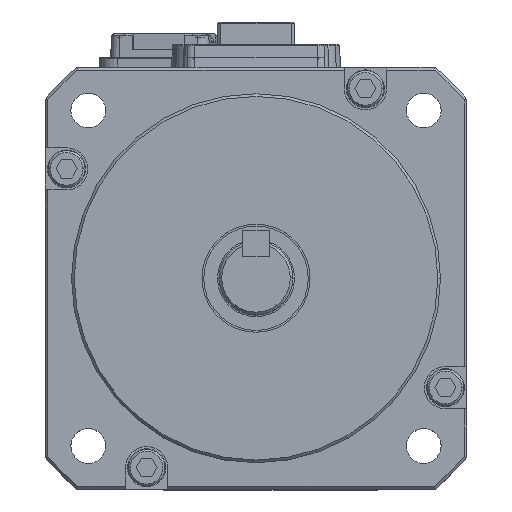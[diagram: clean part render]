
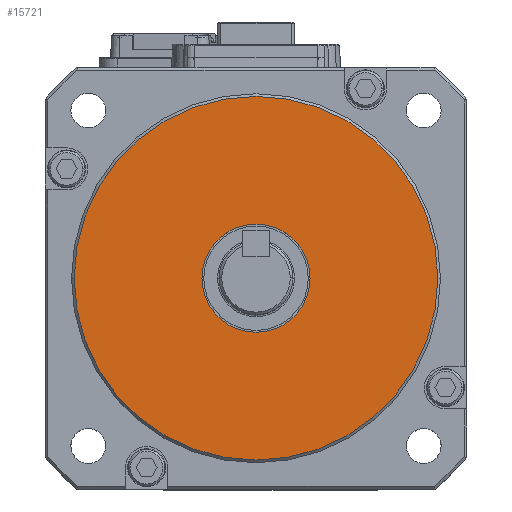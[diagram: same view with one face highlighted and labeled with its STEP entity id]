
A CAD part, top view. The second image highlights one B-rep face of the part: STEP entity #15721.
In plain terms, the highlighted planar face has unit normal (0, 0, 1).
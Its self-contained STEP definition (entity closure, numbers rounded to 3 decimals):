
#15721 = ADVANCED_FACE ( 'NONE', ( #37555, #37560 ), #37548, .T. ) ;
#35231 = VERTEX_POINT ( 'NONE', #50588 ) ;
#35279 = VERTEX_POINT ( 'NONE', #50646 ) ;
#35316 = VERTEX_POINT ( 'NONE', #50673 ) ;
#35318 = VERTEX_POINT ( 'NONE', #50644 ) ;
#37548 = PLANE ( 'NONE',  #40446 ) ;
#37555 = FACE_OUTER_BOUND ( 'NONE', #42572, .T. ) ;
#37560 = FACE_BOUND ( 'NONE', #42563, .T. ) ;
#37561 = CARTESIAN_POINT ( 'NONE',  ( 0., 0., 41.5 ) ) ;
#37569 = DIRECTION ( 'NONE',  ( 0., 0., 1. ) ) ;
#37571 = DIRECTION ( 'NONE',  ( 1., 0., 0. ) ) ;
#40446 = AXIS2_PLACEMENT_3D ( 'NONE', #37561, #37569, #37571 ) ;
#42563 = EDGE_LOOP ( 'NONE', ( #66410, #66437 ) ) ;
#42572 = EDGE_LOOP ( 'NONE', ( #66436, #66448 ) ) ;
#47448 = CIRCLE ( 'NONE', #47469, 10.25 ) ;
#47469 = AXIS2_PLACEMENT_3D ( 'NONE', #54678, #54679, #54662 ) ;
#50588 = CARTESIAN_POINT ( 'NONE',  ( -10.25, 0., 41.5 ) ) ;
#50644 = CARTESIAN_POINT ( 'NONE',  ( -34.5, 0., 41.5 ) ) ;
#50646 = CARTESIAN_POINT ( 'NONE',  ( 34.5, 0., 41.5 ) ) ;
#50673 = CARTESIAN_POINT ( 'NONE',  ( 10.25, 0., 41.5 ) ) ;
#54662 = DIRECTION ( 'NONE',  ( 1., 0., 0. ) ) ;
#54678 = CARTESIAN_POINT ( 'NONE',  ( 0., 0., 41.5 ) ) ;
#54679 = DIRECTION ( 'NONE',  ( 0., 0., 1. ) ) ;
#54919 = DIRECTION ( 'NONE',  ( 0., 0., 1. ) ) ;
#54928 = DIRECTION ( 'NONE',  ( 1., 0., 0. ) ) ;
#54958 = CARTESIAN_POINT ( 'NONE',  ( 0., 0., 41.5 ) ) ;
#55146 = DIRECTION ( 'NONE',  ( 0., 0., 1. ) ) ;
#55159 = CARTESIAN_POINT ( 'NONE',  ( 0., 0., 41.5 ) ) ;
#55166 = DIRECTION ( 'NONE',  ( 1., 0., 0. ) ) ;
#55309 = DIRECTION ( 'NONE',  ( 1., 0., 0. ) ) ;
#55321 = DIRECTION ( 'NONE',  ( 0., 0., 1. ) ) ;
#55333 = CARTESIAN_POINT ( 'NONE',  ( 0., 0., 41.5 ) ) ;
#55637 = AXIS2_PLACEMENT_3D ( 'NONE', #54958, #54919, #54928 ) ;
#55650 = CIRCLE ( 'NONE', #55637, 34.5 ) ;
#55739 = CIRCLE ( 'NONE', #55744, 34.5 ) ;
#55744 = AXIS2_PLACEMENT_3D ( 'NONE', #55159, #55146, #55166 ) ;
#55833 = AXIS2_PLACEMENT_3D ( 'NONE', #55333, #55321, #55309 ) ;
#55837 = CIRCLE ( 'NONE', #55833, 10.25 ) ;
#63658 = EDGE_CURVE ( 'NONE', #35231, #35316, #47448, .T. ) ;
#63817 = EDGE_CURVE ( 'NONE', #35279, #35318, #55650, .T. ) ;
#63940 = EDGE_CURVE ( 'NONE', #35318, #35279, #55739, .T. ) ;
#64002 = EDGE_CURVE ( 'NONE', #35316, #35231, #55837, .T. ) ;
#66410 = ORIENTED_EDGE ( 'NONE', *, *, #63658, .F. ) ;
#66436 = ORIENTED_EDGE ( 'NONE', *, *, #63940, .T. ) ;
#66437 = ORIENTED_EDGE ( 'NONE', *, *, #64002, .F. ) ;
#66448 = ORIENTED_EDGE ( 'NONE', *, *, #63817, .T. ) ;
